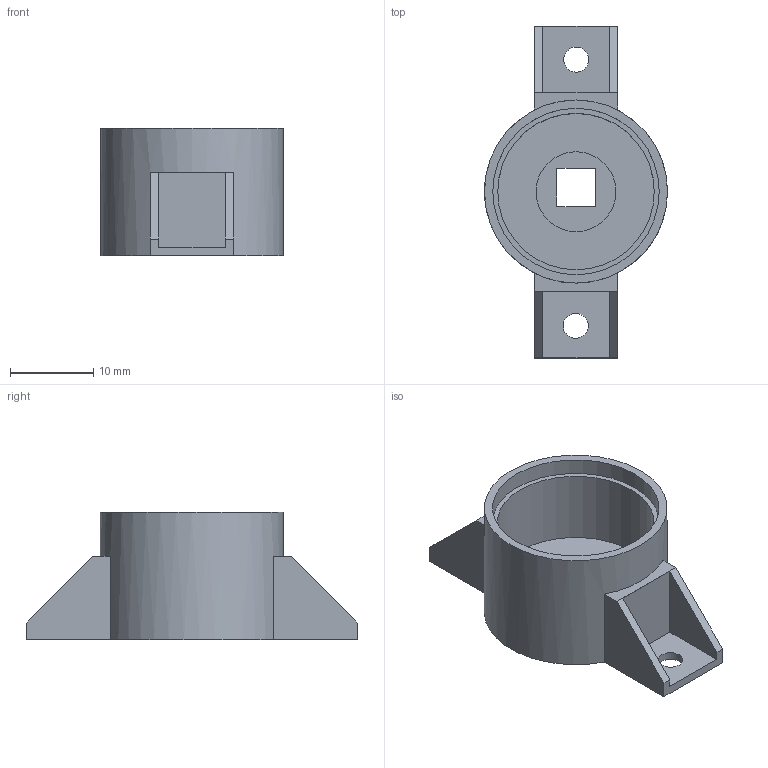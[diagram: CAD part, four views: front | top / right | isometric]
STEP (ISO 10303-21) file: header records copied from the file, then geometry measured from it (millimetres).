
FILE_DESCRIPTION(('FreeCAD Model'),'2;1');
FILE_NAME('Open CASCADE Shape Model','2022-11-04T17:52:55',('Author'),( ''),'Open CASCADE STEP processor 7.5','FreeCAD','Unknown');
FILE_SCHEMA(('AUTOMOTIVE_DESIGN { 1 0 10303 214 1 1 1 1 }'));
Length unit declared in the file: millimetre
Products named in the file (1): Body
Bounding box: 22 x 39.9 x 15.3 mm (x, y, z)
Volume: 3086.7 mm3; surface area: 3313.9 mm2
Topology: 1 solids, 1 shells, 46 faces, 114 edges, 73 vertices
Faces by surface type: plane 39, cylinder 7
Full cylindrical faces by diameter (mm): 3 x2, 9.6 x2, 18.8 x1, 20 x1, 22 x1
Entity records: 2889 total; most frequent: CARTESIAN_POINT 510, DIRECTION 449, LINE 297, VECTOR 297, ORIENTED_EDGE 228, PCURVE 228, DEFINITIONAL_REPRESENTATION 228, EDGE_CURVE 114
